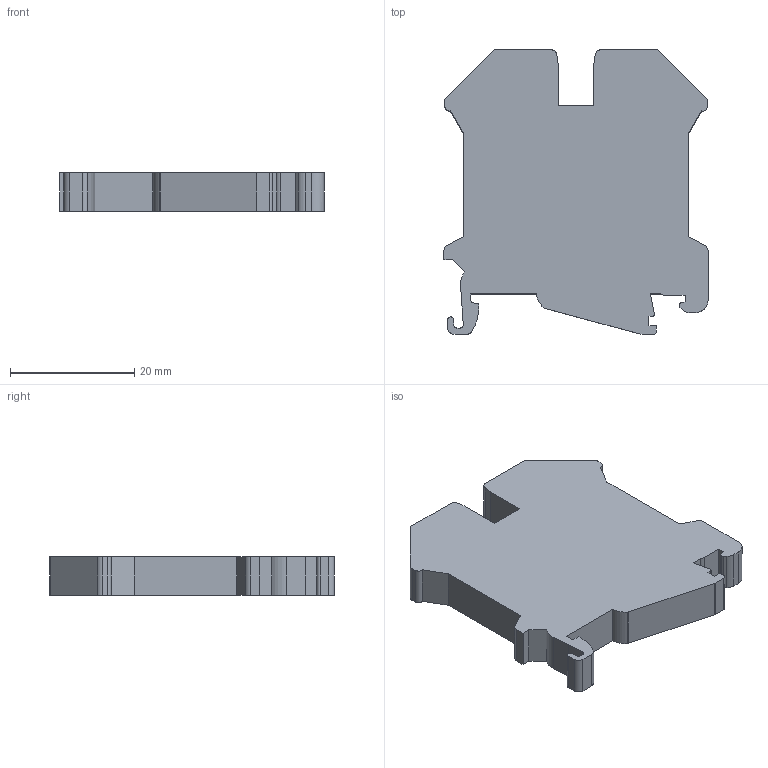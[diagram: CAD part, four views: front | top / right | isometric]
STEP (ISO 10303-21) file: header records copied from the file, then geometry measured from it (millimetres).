
FILE_DESCRIPTION( ('This file contains a STEP AP42 implementation' ,'as created by ZW3D STEP Interface translator.') ,'2;1' );
FILE_NAME( 'GUK5.stp' ,'22 3 4.1525 2', (''), ('ZWCAD Software Co.'), 'Version 1.0', 'ZW3D to STEP translator', '' );
FILE_SCHEMA(('AUTOMOTIVE_DESIGN'));
Length unit declared in the file: millimetre
Products named in the file (1): 0
Bounding box: 42.5 x 45.8 x 6.2 mm (x, y, z)
Volume: 9446.4 mm3; surface area: 4377.4 mm2
Topology: 1 solids, 1 shells, 73 faces, 213 edges, 142 vertices
Faces by surface type: bspline 73
Entity records: 2547 total; most frequent: CARTESIAN_POINT 1245, ORIENTED_EDGE 426, EDGE_CURVE 213, B_SPLINE_CURVE_WITH_KNOTS 157, VERTEX_POINT 142, EDGE_LOOP 73, FACE_OUTER_BOUND 73, ADVANCED_FACE 73
